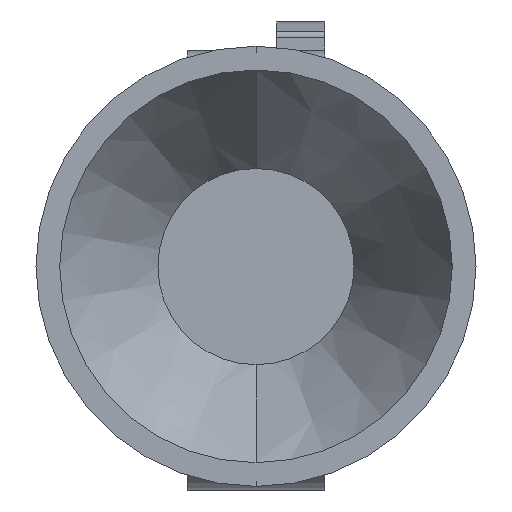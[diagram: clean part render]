
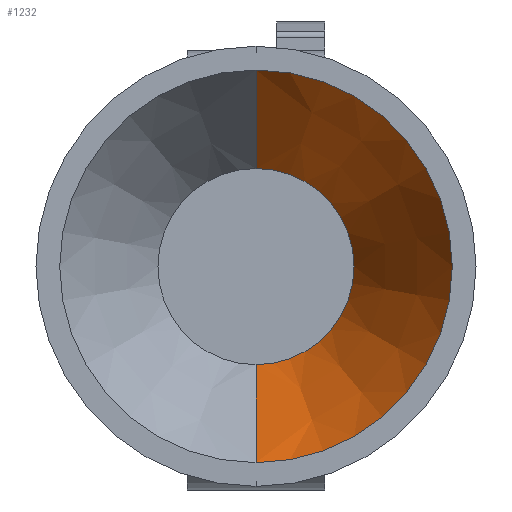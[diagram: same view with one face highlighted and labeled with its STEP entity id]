
A CAD part, top view. The second image highlights one B-rep face of the part: STEP entity #1232.
In plain terms, the highlighted conical face has half-angle 29.745 degrees and reference radius 10.701 mm.
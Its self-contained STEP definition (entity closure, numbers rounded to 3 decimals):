
#1232=ADVANCED_FACE('',(#3628),#3629,.F.);
#1788=VERTEX_POINT('',#4396);
#1790=VERTEX_POINT('',#4398);
#1792=EDGE_CURVE('',#1788,#1790,#4400,.T.);
#1794=VERTEX_POINT('',#4402);
#1796=EDGE_CURVE('',#1794,#1788,#4404,.T.);
#1798=VERTEX_POINT('',#4406);
#1800=EDGE_CURVE('',#1798,#1794,#4408,.T.);
#1802=EDGE_CURVE('',#1798,#1790,#4410,.T.);
#3628=FACE_OUTER_BOUND('',#6226,.T.);
#3629=CONICAL_SURFACE('',#6227,10.701,0.519);
#4396=CARTESIAN_POINT('',(16.0,23.13,178.415));
#4398=CARTESIAN_POINT('',(16.0,30.272,190.915));
#4400=LINE('',#7061,#7062);
#4402=CARTESIAN_POINT('',(16.0,8.87,178.415));
#4404=CIRCLE('',#7067,7.13);
#4406=CARTESIAN_POINT('',(16.0,1.728,190.915));
#4408=LINE('',#7072,#7073);
#4410=CIRCLE('',#7076,14.272);
#6226=EDGE_LOOP('',(#9976,#9977,#9978,#9979));
#6227=AXIS2_PLACEMENT_3D('',#9980,#9981,#9982);
#7061=CARTESIAN_POINT('',(16.0,26.701,184.665));
#7062=VECTOR('',#11998,1.0);
#7067=AXIS2_PLACEMENT_3D('',#11999,#12000,#12001);
#7072=CARTESIAN_POINT('',(16.0,5.299,184.665));
#7073=VECTOR('',#12002,1.0);
#7076=AXIS2_PLACEMENT_3D('',#12003,#12004,#12005);
#9976=ORIENTED_EDGE('',*,*,#1792,.F.);
#9977=ORIENTED_EDGE('',*,*,#1796,.F.);
#9978=ORIENTED_EDGE('',*,*,#1800,.F.);
#9979=ORIENTED_EDGE('',*,*,#1802,.T.);
#9980=CARTESIAN_POINT('',(16.0,16.0,184.665));
#9981=DIRECTION('',(-0.0,-0.0,1.0));
#9982=DIRECTION('',(0.0,1.0,0.0));
#11998=DIRECTION('',(0.,0.496,0.868));
#11999=CARTESIAN_POINT('',(16.0,16.0,178.415));
#12000=DIRECTION('',(0.0,-0.0,1.0));
#12001=DIRECTION('',(0.0,1.0,0.0));
#12002=DIRECTION('',(0.,0.496,-0.868));
#12003=CARTESIAN_POINT('',(16.0,16.0,190.915));
#12004=DIRECTION('',(0.0,-0.0,1.0));
#12005=DIRECTION('',(0.0,1.0,0.0));
